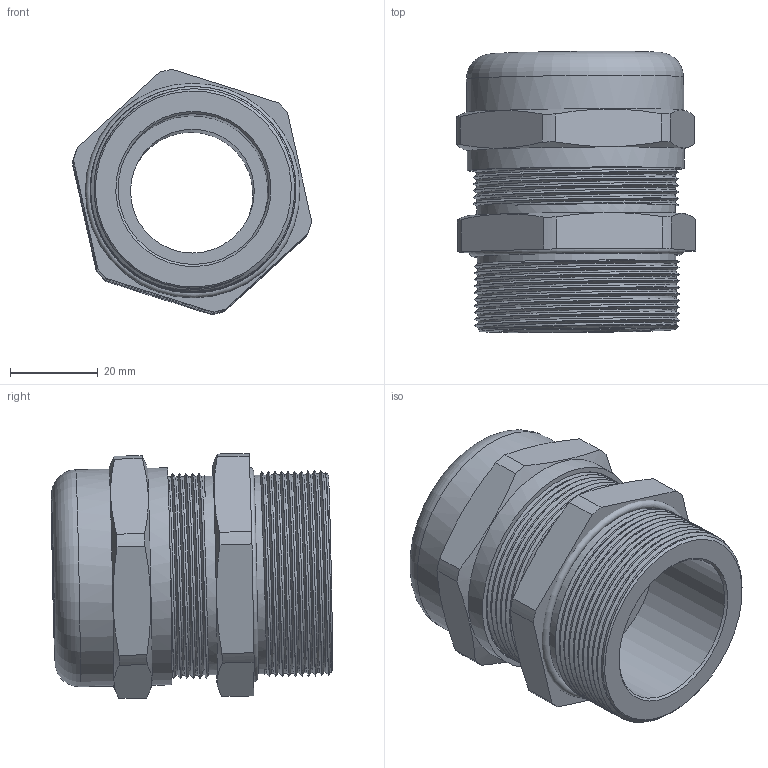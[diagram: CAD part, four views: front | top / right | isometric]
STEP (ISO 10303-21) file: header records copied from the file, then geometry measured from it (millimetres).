
FILE_DESCRIPTION(/* description */ ('E ALPHA X M 40x1,5, KB: 26-34 mm'),/* implementation_level */ '2;1');
FILE_NAME(/* name */ 'EBU45MBNC-RST.stp',/* time_stamp */ '2020-03-05T14:52:05+01:00',/* author */ ('sl'),/* organization */ (''),/* preprocessor_version */ 'ST-DEVELOPER v16.5',/* originating_system */ 'Autodesk Inventor 2017',/* authorisation */ '');
FILE_SCHEMA (('AUTOMOTIVE_DESIGN { 1 0 10303 214 3 1 1 }'));
Length unit declared in the file: millimetre
Products named in the file (7): EBU45MBNC; EBU45MBNC_1; EBU45MBNC_2; EBU45MBNC_3; EBU45MBNC_4; EBU45MBNC_5; EBU45MBNC_6
Assembly tree (6 placements, depth 2):
  EBU45MBNC
    EBU45MBNC_1
    EBU45MBNC_2
    EBU45MBNC_3
    EBU45MBNC_4
    EBU45MBNC_5
    EBU45MBNC_6
Bounding box: 54.61 x 64.13 x 55.94 mm (x, y, z)
Volume: 63097.3 mm3; surface area: 49871.6 mm2
Topology: 6 solids, 6 shells, 417 faces, 1181 edges, 780 vertices
Faces by surface type: plane 233, cone 112, cylinder 62, bspline 6, torus 4
Full cylindrical faces by diameter (mm): 28.24 x1, 30.94 x1, 31.39 x1, 34.4 x1, 35 x1, 35.4 x1, 35.87 x1, 38.66 x1, 39.3 x1, 39.35 x1, 39.7 x1, 44.65 x1, 45.328 x11, 45.338 x7, 45.7 x10, 48.328 x1, 49.56 x2
Entity records: 17555 total; most frequent: CARTESIAN_POINT 7585, DIRECTION 2184, ORIENTED_EDGE 2132, EDGE_CURVE 1066, AXIS2_PLACEMENT_3D 974, VERTEX_POINT 720, EDGE_LOOP 432, FACE_OUTER_BOUND 389
